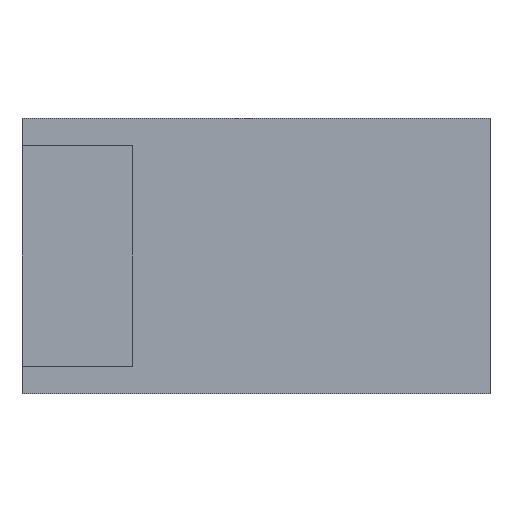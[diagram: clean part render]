
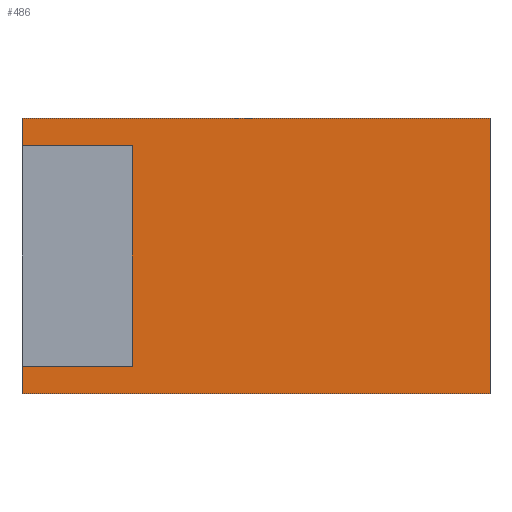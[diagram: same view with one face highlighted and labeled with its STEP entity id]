
A CAD part, left-side view. The second image highlights one B-rep face of the part: STEP entity #486.
In plain terms, the highlighted planar face has unit normal (-1, 0, 0).
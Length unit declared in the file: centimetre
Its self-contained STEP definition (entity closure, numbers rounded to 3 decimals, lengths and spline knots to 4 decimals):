
#107=VECTOR('',#556,1.);
#109=VECTOR('',#559,1.);
#112=VECTOR('',#563,1.);
#118=VECTOR('',#571,1.);
#119=VECTOR('',#573,1.);
#120=VECTOR('',#574,1.);
#121=VECTOR('',#575,1.);
#146=LINE('',#652,#107);
#148=LINE('',#657,#109);
#151=LINE('',#663,#112);
#157=LINE('',#675,#118);
#158=LINE('',#677,#119);
#159=LINE('',#679,#120);
#160=LINE('',#680,#121);
#187=PLANE('',#513);
#202=VERTEX_POINT('',#646);
#205=VERTEX_POINT('',#651);
#207=VERTEX_POINT('',#656);
#208=VERTEX_POINT('',#658);
#210=VERTEX_POINT('',#664);
#213=VERTEX_POINT('',#674);
#214=VERTEX_POINT('',#678);
#215=VERTEX_POINT('',#681);
#257=EDGE_CURVE('',#202,#205,#146,.T.);
#259=EDGE_CURVE('',#208,#207,#148,.T.);
#262=EDGE_CURVE('',#210,#202,#151,.T.);
#268=EDGE_CURVE('',#205,#213,#157,.T.);
#269=EDGE_CURVE('',#214,#213,#158,.T.);
#270=EDGE_CURVE('',#214,#208,#159,.T.);
#271=EDGE_CURVE('',#207,#215,#160,.T.);
#272=EDGE_CURVE('',#210,#215,#158,.T.);
#334=ORIENTED_EDGE('',*,*,#262,.T.);
#335=ORIENTED_EDGE('',*,*,#257,.T.);
#336=ORIENTED_EDGE('',*,*,#268,.T.);
#337=ORIENTED_EDGE('',*,*,#269,.F.);
#338=ORIENTED_EDGE('',*,*,#270,.T.);
#339=ORIENTED_EDGE('',*,*,#259,.T.);
#340=ORIENTED_EDGE('',*,*,#271,.T.);
#341=ORIENTED_EDGE('',*,*,#272,.F.);
#427=EDGE_LOOP('',(#334,#335,#336,#337,#338,#339,#340,#341));
#461=FACE_BOUND('',#427,.T.);
#486=ADVANCED_FACE('',(#461),#187,.T.);
#513=AXIS2_PLACEMENT_3D('',#676,#572,$);
#556=DIRECTION('',(0.,0.,-1.));
#559=DIRECTION('',(0.,0.,1.));
#563=DIRECTION('',(0.,-1.,0.));
#571=DIRECTION('',(0.,1.,0.));
#572=DIRECTION('',(-1.,0.,0.));
#573=DIRECTION('',(0.,0.,1.));
#574=DIRECTION('',(0.,-1.,0.));
#575=DIRECTION('',(0.,1.,0.));
#646=CARTESIAN_POINT('',(-5.725,1.538,0.9));
#651=CARTESIAN_POINT('',(-5.725,1.538,0.1));
#652=CARTESIAN_POINT('',(-5.725,1.538,0.25));
#656=CARTESIAN_POINT('',(-5.725,0.238,1.));
#657=CARTESIAN_POINT('',(-5.725,0.238,0.));
#658=CARTESIAN_POINT('',(-5.725,0.238,0.));
#663=CARTESIAN_POINT('',(-5.725,1.513,0.9));
#664=CARTESIAN_POINT('',(-5.725,1.938,0.9));
#674=CARTESIAN_POINT('',(-5.725,1.938,0.1));
#675=CARTESIAN_POINT('',(-5.725,1.513,0.1));
#676=CARTESIAN_POINT('',(-5.725,1.088,0.));
#677=CARTESIAN_POINT('',(-5.725,1.938,0.));
#678=CARTESIAN_POINT('',(-5.725,1.938,0.));
#679=CARTESIAN_POINT('',(-5.725,1.938,0.));
#680=CARTESIAN_POINT('',(-5.725,1.938,1.));
#681=CARTESIAN_POINT('',(-5.725,1.938,1.));
